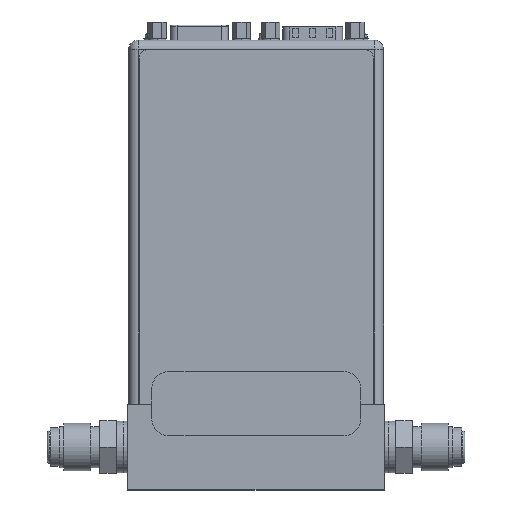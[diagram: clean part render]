
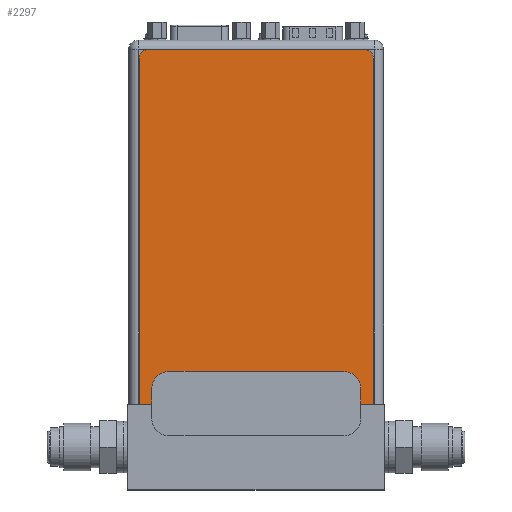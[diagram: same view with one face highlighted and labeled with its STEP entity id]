
A CAD part, top view. The second image highlights one B-rep face of the part: STEP entity #2297.
In plain terms, the highlighted planar face has unit normal (0, 0, 1).
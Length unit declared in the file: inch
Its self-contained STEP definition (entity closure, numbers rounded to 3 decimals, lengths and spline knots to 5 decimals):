
#2130=CARTESIAN_POINT('',(2.63,4.04,0.004));
#2131=DIRECTION('',(0.,0.,1.));
#2132=DIRECTION('',(1.,0.,0.));
#2133=AXIS2_PLACEMENT_3D('',#2130,#2131,#2132);
#2135=DIRECTION('',(0.,1.,0.));
#2136=VECTOR('',#2135,4.04);
#2137=CARTESIAN_POINT('',(2.73,0.,0.004));
#2138=LINE('',#2137,#2136);
#2139=DIRECTION('',(1.,0.,0.));
#2140=VECTOR('',#2139,2.73);
#2141=CARTESIAN_POINT('',(0.,0.,0.004));
#2142=LINE('',#2141,#2140);
#2143=DIRECTION('',(0.,-1.,0.));
#2144=VECTOR('',#2143,4.04);
#2145=CARTESIAN_POINT('',(0.,4.04,0.004));
#2146=LINE('',#2145,#2144);
#2147=CARTESIAN_POINT('',(0.1,4.04,0.004));
#2148=DIRECTION('',(0.,0.,1.));
#2149=DIRECTION('',(0.,1.,0.));
#2150=AXIS2_PLACEMENT_3D('',#2147,#2148,#2149);
#2152=DIRECTION('',(-1.,0.,0.));
#2153=VECTOR('',#2152,2.53);
#2154=CARTESIAN_POINT('',(2.63,4.14,0.004));
#2155=LINE('',#2154,#2153);
#2160=CARTESIAN_POINT('',(0.,0.,0.004));
#2161=CARTESIAN_POINT('',(2.73,0.,0.004));
#2162=VERTEX_POINT('',#2160);
#2163=VERTEX_POINT('',#2161);
#2168=CARTESIAN_POINT('',(2.73,4.04,0.004));
#2169=VERTEX_POINT('',#2168);
#2170=CARTESIAN_POINT('',(2.63,4.14,0.004));
#2171=VERTEX_POINT('',#2170);
#2176=CARTESIAN_POINT('',(0.1,4.14,0.004));
#2177=VERTEX_POINT('',#2176);
#2178=CARTESIAN_POINT('',(0.,4.04,0.004));
#2179=VERTEX_POINT('',#2178);
#2284=CARTESIAN_POINT('',(0.,0.,0.004));
#2285=DIRECTION('',(0.,0.,1.));
#2286=DIRECTION('',(1.,0.,0.));
#2287=AXIS2_PLACEMENT_3D('',#2284,#2285,#2286);
#2288=PLANE('',#2287);
#2289=ORIENTED_EDGE('',*,*,#2208,.F.);
#2290=ORIENTED_EDGE('',*,*,#2224,.F.);
#2291=ORIENTED_EDGE('',*,*,#2237,.F.);
#2292=ORIENTED_EDGE('',*,*,#2250,.F.);
#2293=ORIENTED_EDGE('',*,*,#2265,.F.);
#2294=ORIENTED_EDGE('',*,*,#2277,.F.);
#2295=EDGE_LOOP('',(#2289,#2290,#2291,#2292,#2293,#2294));
#2296=FACE_OUTER_BOUND('',#2295,.F.);
#2297=ADVANCED_FACE('',(#2296),#2288,.T.);
#2134=CIRCLE('',#2133,0.1);
#2151=CIRCLE('',#2150,0.1);
#2208=EDGE_CURVE('',#2169,#2171,#2134,.T.);
#2224=EDGE_CURVE('',#2163,#2169,#2138,.T.);
#2237=EDGE_CURVE('',#2162,#2163,#2142,.T.);
#2250=EDGE_CURVE('',#2179,#2162,#2146,.T.);
#2265=EDGE_CURVE('',#2177,#2179,#2151,.T.);
#2277=EDGE_CURVE('',#2171,#2177,#2155,.T.);
